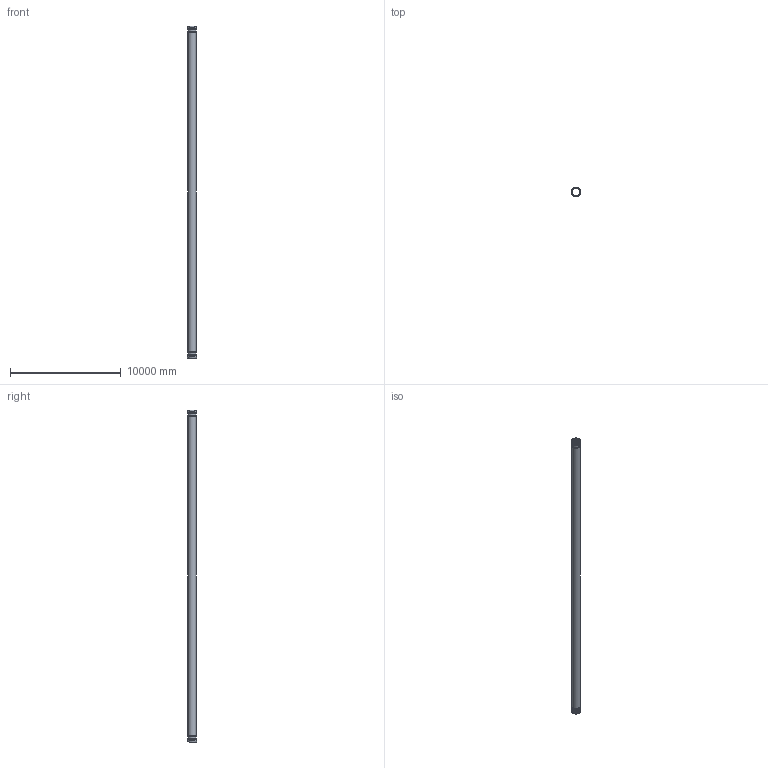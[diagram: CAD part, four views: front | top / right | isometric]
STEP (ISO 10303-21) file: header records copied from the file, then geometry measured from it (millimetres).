
FILE_DESCRIPTION(/* description */ (''),/* implementation_level */ '2;1');
FILE_NAME(/* name */ '00100.070X_3D.stp',/* time_stamp */ '2025-03-12T11:16:08+01:00',/* author */ ('N.Hausmann'),/* organization */ (''),/* preprocessor_version */ 'ST-DEVELOPER v20',/* originating_system */ 'AutoCAD Mechanical',/* authorisation */ '');
FILE_SCHEMA (('AUTOMOTIVE_DESIGN { 1 0 10303 214 3 1 1 }'));
Length unit declared in the file: centimetre
Products named in the file (2): Product; *S0
Assembly tree (1 placements, depth 2):
  Product
    *S0
Bounding box: 842 x 842 x 30000 mm (x, y, z)
Volume: 1082306131.3 mm3; surface area: 135374354.2 mm2
Topology: 1 solids, 1 shells, 32 faces, 82 edges, 52 vertices
Faces by surface type: torus 12, cylinder 10, bspline 8, plane 2
Full cylindrical faces by diameter (mm): 698 x1, 730 x1, 760 x2, 792 x2, 810 x2, 842 x2
Entity records: 1237 total; most frequent: CARTESIAN_POINT 377, DIRECTION 208, ORIENTED_EDGE 164, AXIS2_PLACEMENT_3D 99, EDGE_CURVE 82, CIRCLE 72, VERTEX_POINT 52, EDGE_LOOP 34
